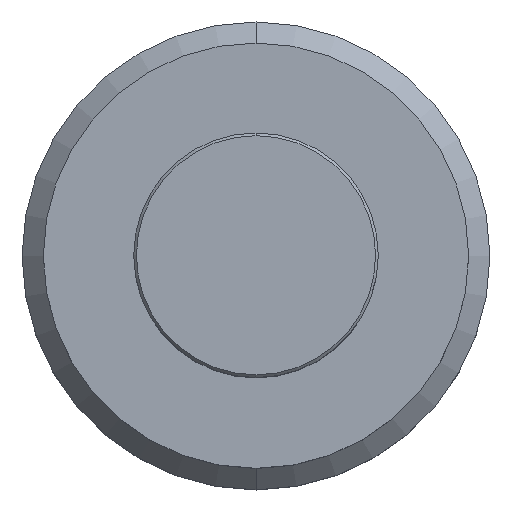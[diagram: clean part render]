
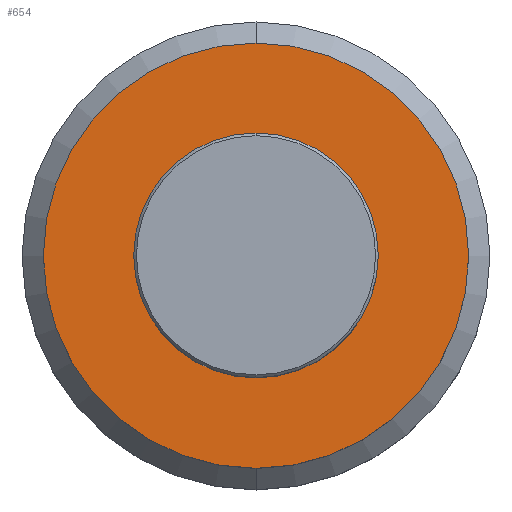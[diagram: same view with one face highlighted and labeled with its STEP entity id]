
A CAD part, top view. The second image highlights one B-rep face of the part: STEP entity #654.
In plain terms, the highlighted planar face has unit normal (0, 0, 1).
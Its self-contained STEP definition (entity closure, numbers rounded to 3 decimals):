
#203=CARTESIAN_POINT('',(0.,0.,0.));
#204=DIRECTION('',(0.,0.,-1.));
#205=DIRECTION('',(0.,1.,0.));
#206=AXIS2_PLACEMENT_3D('',#203,#204,#205);
#211=CARTESIAN_POINT('',(0.,0.,0.));
#212=DIRECTION('',(0.,0.,1.));
#213=DIRECTION('',(0.,1.,0.));
#214=AXIS2_PLACEMENT_3D('',#211,#212,#213);
#227=CARTESIAN_POINT('',(0.,0.,0.));
#228=DIRECTION('',(0.,0.,1.));
#229=DIRECTION('',(0.,1.,0.));
#230=AXIS2_PLACEMENT_3D('',#227,#228,#229);
#280=CARTESIAN_POINT('',(0.,0.,0.));
#281=DIRECTION('',(0.,0.,-1.));
#282=DIRECTION('',(0.,1.,0.));
#283=AXIS2_PLACEMENT_3D('',#280,#281,#282);
#411=CARTESIAN_POINT('',(0.,23.,0.));
#412=CARTESIAN_POINT('',(0.,-23.,0.));
#413=VERTEX_POINT('',#411);
#414=VERTEX_POINT('',#412);
#473=CARTESIAN_POINT('',(0.,40.,0.));
#474=VERTEX_POINT('',#473);
#477=CARTESIAN_POINT('',(0.,-40.,0.));
#478=VERTEX_POINT('',#477);
#639=CARTESIAN_POINT('',(0.,0.,0.));
#640=DIRECTION('',(0.,0.,1.));
#641=DIRECTION('',(0.,1.,0.));
#642=AXIS2_PLACEMENT_3D('',#639,#640,#641);
#643=PLANE('',#642);
#644=ORIENTED_EDGE('',*,*,#634,.T.);
#645=ORIENTED_EDGE('',*,*,#618,.F.);
#646=EDGE_LOOP('',(#644,#645));
#647=FACE_OUTER_BOUND('',#646,.F.);
#649=ORIENTED_EDGE('',*,*,#648,.T.);
#651=ORIENTED_EDGE('',*,*,#650,.F.);
#652=EDGE_LOOP('',(#649,#651));
#653=FACE_BOUND('',#652,.F.);
#207=CIRCLE('',#206,40.);
#215=CIRCLE('',#214,40.);
#231=CIRCLE('',#230,23.);
#284=CIRCLE('',#283,23.);
#618=EDGE_CURVE('',#474,#478,#215,.T.);
#634=EDGE_CURVE('',#474,#478,#207,.T.);
#648=EDGE_CURVE('',#413,#414,#231,.T.);
#650=EDGE_CURVE('',#413,#414,#284,.T.);
#654=ADVANCED_FACE('',(#647,#653),#643,.T.);
